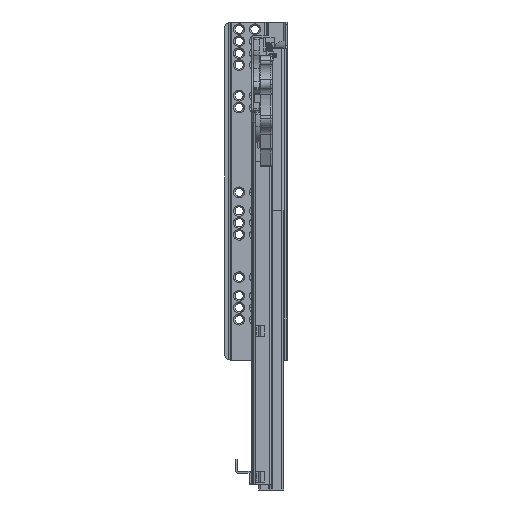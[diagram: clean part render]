
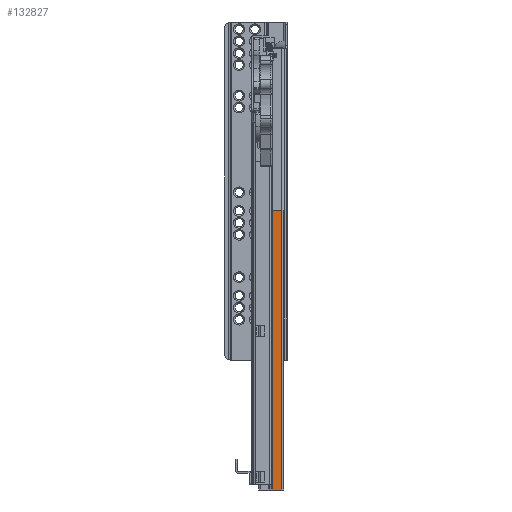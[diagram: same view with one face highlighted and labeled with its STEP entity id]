
A CAD part, left-side view. The second image highlights one B-rep face of the part: STEP entity #132827.
In plain terms, the highlighted planar face has unit normal (-1, 0, 0).
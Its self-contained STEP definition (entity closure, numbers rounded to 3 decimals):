
#5509 = CARTESIAN_POINT ( 'NONE',  ( -44.05, 5838.67, -353. ) ) ;
#14059 = ORIENTED_EDGE ( 'NONE', *, *, #76412, .F. ) ;
#18823 = LINE ( 'NONE', #125308, #52400 ) ;
#19517 = VERTEX_POINT ( 'NONE', #58048 ) ;
#21289 = VECTOR ( 'NONE', #25748, 1000. ) ;
#25273 = VECTOR ( 'NONE', #110132, 1000. ) ;
#25748 = DIRECTION ( 'NONE',  ( 0., -1., 0. ) ) ;
#25870 = EDGE_CURVE ( 'NONE', #128726, #19517, #91108, .T. ) ;
#28273 = ORIENTED_EDGE ( 'NONE', *, *, #80282, .F. ) ;
#28897 = LINE ( 'NONE', #71275, #124904 ) ;
#35944 = CARTESIAN_POINT ( 'NONE',  ( -44.05, -15.591, -142. ) ) ;
#40785 = CARTESIAN_POINT ( 'NONE',  ( -44.05, 5838.67, -353. ) ) ;
#43507 = PLANE ( 'NONE',  #44788 ) ;
#44788 = AXIS2_PLACEMENT_3D ( 'NONE', #40785, #62982, #115938 ) ;
#52400 = VECTOR ( 'NONE', #112802, 1000. ) ;
#55345 = VERTEX_POINT ( 'NONE', #35944 ) ;
#58048 = CARTESIAN_POINT ( 'NONE',  ( -44.05, -22.711, -353. ) ) ;
#62982 = DIRECTION ( 'NONE',  ( 1., 0., 0. ) ) ;
#67604 = CARTESIAN_POINT ( 'NONE',  ( -44.05, 5838.67, -142. ) ) ;
#71275 = CARTESIAN_POINT ( 'NONE',  ( -44.05, -22.711, -353. ) ) ;
#71751 = CARTESIAN_POINT ( 'NONE',  ( -44.05, -15.591, -353. ) ) ;
#74849 = EDGE_CURVE ( 'NONE', #19517, #117744, #28897, .T. ) ;
#76412 = EDGE_CURVE ( 'NONE', #55345, #117744, #78753, .T. ) ;
#78753 = LINE ( 'NONE', #67604, #25273 ) ;
#80282 = EDGE_CURVE ( 'NONE', #128726, #55345, #18823, .T. ) ;
#87785 = CARTESIAN_POINT ( 'NONE',  ( -44.05, -22.711, -142. ) ) ;
#91108 = LINE ( 'NONE', #5509, #21289 ) ;
#110132 = DIRECTION ( 'NONE',  ( 0., -1., 0. ) ) ;
#112802 = DIRECTION ( 'NONE',  ( 0., 0., 1. ) ) ;
#113794 = DIRECTION ( 'NONE',  ( 0., 0., 1. ) ) ;
#114327 = ORIENTED_EDGE ( 'NONE', *, *, #25870, .T. ) ;
#115938 = DIRECTION ( 'NONE',  ( 0., -1., 0. ) ) ;
#117744 = VERTEX_POINT ( 'NONE', #87785 ) ;
#118374 = EDGE_LOOP ( 'NONE', ( #14059, #28273, #114327, #136675 ) ) ;
#124904 = VECTOR ( 'NONE', #113794, 1000. ) ;
#125308 = CARTESIAN_POINT ( 'NONE',  ( -44.05, -15.591, -353. ) ) ;
#125678 = FACE_OUTER_BOUND ( 'NONE', #118374, .T. ) ;
#128726 = VERTEX_POINT ( 'NONE', #71751 ) ;
#132827 = ADVANCED_FACE ( 'NONE', ( #125678 ), #43507, .F. ) ;
#136675 = ORIENTED_EDGE ( 'NONE', *, *, #74849, .T. ) ;
